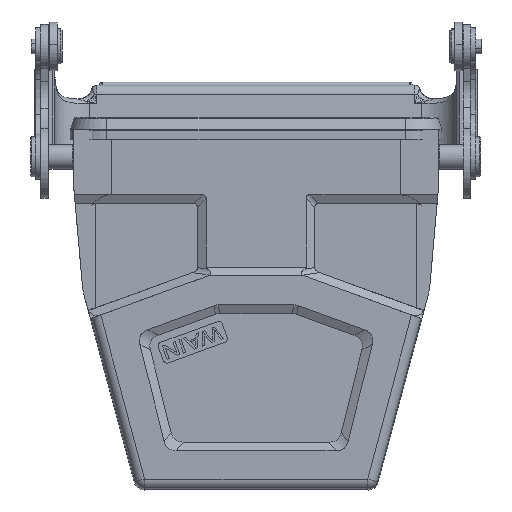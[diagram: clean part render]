
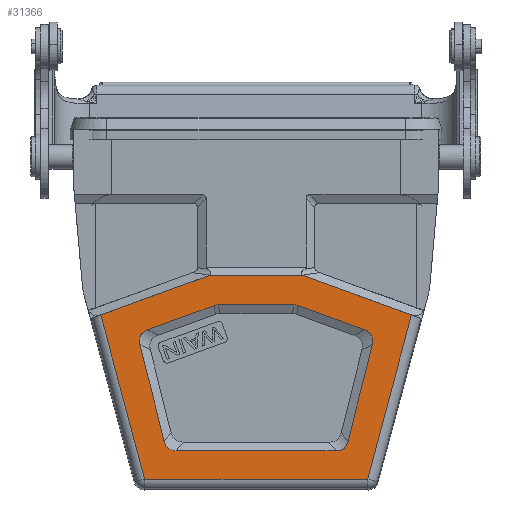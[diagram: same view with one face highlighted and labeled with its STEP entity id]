
A CAD part, front view. The second image highlights one B-rep face of the part: STEP entity #31366.
In plain terms, the highlighted planar face has unit normal (0, -1, 0).
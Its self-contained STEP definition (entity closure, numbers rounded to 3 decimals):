
#7614=DIRECTION('',(0.242,0.,-0.97));
#7615=VECTOR('',#7614,19.974);
#7616=CARTESIAN_POINT('',(-23.224,-22.5,
-42.895));
#7617=LINE('',#7616,#7615);
#7618=CARTESIAN_POINT('',(-15.977,-22.5,-64.151));
#7619=CARTESIAN_POINT('',(-16.241,-22.5,-64.151));
#7620=CARTESIAN_POINT('',(-16.726,-22.5,
-64.094));
#7621=CARTESIAN_POINT('',(-17.322,-22.5,
-63.857));
#7622=CARTESIAN_POINT('',(-17.788,-22.5,
-63.497));
#7623=CARTESIAN_POINT('',(-18.162,-22.5,
-62.984));
#7624=CARTESIAN_POINT('',(-18.335,-22.5,
-62.531));
#7625=CARTESIAN_POINT('',(-18.398,-22.5,
-62.277));
#7627=DIRECTION('',(1.,0.,0.));
#7628=VECTOR('',#7627,31.955);
#7629=CARTESIAN_POINT('',(-15.977,-22.5,-64.151));
#7630=LINE('',#7629,#7628);
#7631=CARTESIAN_POINT('',(15.977,-22.5,-64.151));
#7632=CARTESIAN_POINT('',(16.243,-22.5,-64.151));
#7633=CARTESIAN_POINT('',(16.73,-22.5,
-64.093));
#7634=CARTESIAN_POINT('',(17.327,-22.5,
-63.854));
#7635=CARTESIAN_POINT('',(17.788,-22.5,
-63.496));
#7636=CARTESIAN_POINT('',(18.162,-22.5,
-62.984));
#7637=CARTESIAN_POINT('',(18.335,-22.5,
-62.532));
#7638=CARTESIAN_POINT('',(18.398,-22.5,
-62.277));
#7640=DIRECTION('',(0.242,0.,0.97));
#7641=VECTOR('',#7640,19.974);
#7642=CARTESIAN_POINT('',(18.398,-22.5,
-62.277));
#7643=LINE('',#7642,#7641);
#7644=CARTESIAN_POINT('',(23.224,-22.5,
-42.895));
#7645=CARTESIAN_POINT('',(23.284,-22.5,
-42.656));
#7646=CARTESIAN_POINT('',(23.349,-22.5,
-42.205));
#7647=CARTESIAN_POINT('',(23.294,-22.5,
-41.596));
#7648=CARTESIAN_POINT('',(23.102,-22.5,
-41.085));
#7649=CARTESIAN_POINT('',(22.779,-22.5,
-40.639));
#7650=CARTESIAN_POINT('',(22.297,-22.5,
-40.251));
#7651=CARTESIAN_POINT('',(21.88,-22.5,
-40.052));
#7652=CARTESIAN_POINT('',(21.647,-22.5,
-39.967));
#7654=DIRECTION('',(0.94,0.,-0.342));
#7655=VECTOR('',#7654,14.082);
#7656=CARTESIAN_POINT('',(8.414,-22.5,-35.151));
#7657=LINE('',#7656,#7655);
#7658=CARTESIAN_POINT('',(8.414,-22.5,-35.151));
#7659=CARTESIAN_POINT('',(8.138,-22.5,-35.05));
#7660=CARTESIAN_POINT('',(7.853,-22.5,-35.));
#7661=CARTESIAN_POINT('',(7.559,-22.5,-35.));
#7663=DIRECTION('',(-1.,0.,0.));
#7664=VECTOR('',#7663,15.118);
#7665=CARTESIAN_POINT('',(7.559,-22.5,-35.));
#7666=LINE('',#7665,#7664);
#7667=CARTESIAN_POINT('',(-7.559,-22.5,-35.));
#7668=CARTESIAN_POINT('',(-7.853,-22.5,-35.));
#7669=CARTESIAN_POINT('',(-8.138,-22.5,-35.05));
#7670=CARTESIAN_POINT('',(-8.414,-22.5,-35.151));
#7672=DIRECTION('',(0.94,0.,0.342));
#7673=VECTOR('',#7672,14.082);
#7674=CARTESIAN_POINT('',(-21.647,-22.5,
-39.967));
#7675=LINE('',#7674,#7673);
#7676=CARTESIAN_POINT('',(-21.647,-22.5,
-39.967));
#7677=CARTESIAN_POINT('',(-21.88,-22.5,
-40.052));
#7678=CARTESIAN_POINT('',(-22.296,-22.5,
-40.251));
#7679=CARTESIAN_POINT('',(-22.779,-22.5,
-40.639));
#7680=CARTESIAN_POINT('',(-23.102,-22.5,
-41.085));
#7681=CARTESIAN_POINT('',(-23.294,-22.5,
-41.596));
#7682=CARTESIAN_POINT('',(-23.349,-22.5,
-42.204));
#7683=CARTESIAN_POINT('',(-23.284,-22.5,
-42.656));
#7684=CARTESIAN_POINT('',(-23.224,-22.5,
-42.895));
#7686=DIRECTION('',(0.259,0.,-0.966));
#7687=VECTOR('',#7686,33.969);
#7688=CARTESIAN_POINT('',(-31.065,-22.5,-37.01));
#7689=LINE('',#7688,#7687);
#7690=DIRECTION('',(0.94,0.,0.342));
#7691=VECTOR('',#7690,23.257);
#7692=CARTESIAN_POINT('',(-31.065,-22.5,-37.01));
#7693=LINE('',#7692,#7691);
#7694=DIRECTION('',(1.,0.,0.));
#7695=VECTOR('',#7694,18.42);
#7696=CARTESIAN_POINT('',(-9.21,-22.499,
-29.055));
#7697=LINE('',#7696,#7695);
#7698=DIRECTION('',(0.94,0.,-0.342));
#7699=VECTOR('',#7698,23.257);
#7700=CARTESIAN_POINT('',(9.21,-22.499,
-29.055));
#7701=LINE('',#7700,#7699);
#7702=DIRECTION('',(0.259,0.,0.966));
#7703=VECTOR('',#7702,33.969);
#7704=CARTESIAN_POINT('',(22.273,-22.5,-69.821));
#7705=LINE('',#7704,#7703);
#7706=DIRECTION('',(1.,0.,0.));
#7707=VECTOR('',#7706,44.546);
#7708=CARTESIAN_POINT('',(-22.273,-22.5,-69.821));
#7709=LINE('',#7708,#7707);
#8547=CARTESIAN_POINT('',(-31.065,-22.5,-37.01));
#10632=CARTESIAN_POINT('',(31.065,-22.5,-37.01));
#17506=CARTESIAN_POINT('',(-23.224,-22.5,
-42.895));
#17507=CARTESIAN_POINT('',(-18.398,-22.5,
-62.277));
#17508=VERTEX_POINT('',#17506);
#17509=VERTEX_POINT('',#17507);
#17510=VERTEX_POINT('',#7618);
#17511=VERTEX_POINT('',#7631);
#17512=VERTEX_POINT('',#7638);
#17513=CARTESIAN_POINT('',(23.224,-22.5,
-42.895));
#17514=VERTEX_POINT('',#17513);
#17515=VERTEX_POINT('',#7652);
#17516=CARTESIAN_POINT('',(8.414,-22.5,-35.151));
#17517=VERTEX_POINT('',#17516);
#17518=VERTEX_POINT('',#7661);
#17519=CARTESIAN_POINT('',(-7.559,-22.5,-35.));
#17520=VERTEX_POINT('',#17519);
#17521=VERTEX_POINT('',#7670);
#17522=CARTESIAN_POINT('',(-21.647,-22.5,
-39.967));
#17523=VERTEX_POINT('',#17522);
#17597=CARTESIAN_POINT('',(-9.21,-22.499,
-29.055));
#17598=CARTESIAN_POINT('',(9.21,-22.499,
-29.055));
#17599=VERTEX_POINT('',#17597);
#17600=VERTEX_POINT('',#17598);
#17714=VERTEX_POINT('',#8547);
#17715=CARTESIAN_POINT('',(-22.273,-22.5,-69.821));
#17716=VERTEX_POINT('',#17715);
#17717=CARTESIAN_POINT('',(22.273,-22.5,-69.821));
#17718=VERTEX_POINT('',#17717);
#17719=VERTEX_POINT('',#10632);
#31322=CARTESIAN_POINT('',(0.,-22.5,0.));
#31323=DIRECTION('',(0.,1.,0.));
#31324=DIRECTION('',(1.,0.,0.));
#31325=AXIS2_PLACEMENT_3D('',#31322,#31323,#31324);
#31326=PLANE('',#31325);
#31328=ORIENTED_EDGE('',*,*,#31327,.F.);
#31330=ORIENTED_EDGE('',*,*,#31329,.T.);
#31332=ORIENTED_EDGE('',*,*,#31331,.T.);
#31334=ORIENTED_EDGE('',*,*,#31333,.T.);
#31336=ORIENTED_EDGE('',*,*,#31335,.F.);
#31337=ORIENTED_EDGE('',*,*,#31313,.F.);
#31338=EDGE_LOOP('',(#31328,#31330,#31332,#31334,#31336,#31337));
#31339=FACE_OUTER_BOUND('',#31338,.F.);
#31341=ORIENTED_EDGE('',*,*,#31340,.T.);
#31343=ORIENTED_EDGE('',*,*,#31342,.F.);
#31345=ORIENTED_EDGE('',*,*,#31344,.T.);
#31347=ORIENTED_EDGE('',*,*,#31346,.T.);
#31349=ORIENTED_EDGE('',*,*,#31348,.T.);
#31351=ORIENTED_EDGE('',*,*,#31350,.T.);
#31353=ORIENTED_EDGE('',*,*,#31352,.F.);
#31355=ORIENTED_EDGE('',*,*,#31354,.T.);
#31357=ORIENTED_EDGE('',*,*,#31356,.T.);
#31359=ORIENTED_EDGE('',*,*,#31358,.T.);
#31361=ORIENTED_EDGE('',*,*,#31360,.F.);
#31363=ORIENTED_EDGE('',*,*,#31362,.T.);
#31364=EDGE_LOOP('',(#31341,#31343,#31345,#31347,#31349,#31351,#31353,#31355,
#31357,#31359,#31361,#31363));
#31365=FACE_BOUND('',#31364,.F.);
#31366=ADVANCED_FACE('',(#31339,#31365),#31326,.F.);
#7626=B_SPLINE_CURVE_WITH_KNOTS('',3,(#7618,#7619,#7620,#7621,#7622,#7623,#7624,
#7625),.UNSPECIFIED.,.F.,.F.,(4,1,1,1,1,4),(0.,0.2,0.4,0.6,0.8,1.),
.UNSPECIFIED.);
#7639=B_SPLINE_CURVE_WITH_KNOTS('',3,(#7631,#7632,#7633,#7634,#7635,#7636,#7637,
#7638),.UNSPECIFIED.,.F.,.F.,(4,1,1,1,1,4),(0.,0.2,0.4,0.6,0.8,1.),
.UNSPECIFIED.);
#7653=B_SPLINE_CURVE_WITH_KNOTS('',3,(#7644,#7645,#7646,#7647,#7648,#7649,#7650,
#7651,#7652),.UNSPECIFIED.,.F.,.F.,(4,1,1,1,1,1,4),(0.,0.167,
0.333,0.5,0.667,0.833,1.),
.UNSPECIFIED.);
#7662=B_SPLINE_CURVE_WITH_KNOTS('',3,(#7658,#7659,#7660,#7661),.UNSPECIFIED.,
.F.,.F.,(4,4),(0.,1.),.UNSPECIFIED.);
#7671=B_SPLINE_CURVE_WITH_KNOTS('',3,(#7667,#7668,#7669,#7670),.UNSPECIFIED.,
.F.,.F.,(4,4),(0.,1.),.UNSPECIFIED.);
#7685=B_SPLINE_CURVE_WITH_KNOTS('',3,(#7676,#7677,#7678,#7679,#7680,#7681,#7682,
#7683,#7684),.UNSPECIFIED.,.F.,.F.,(4,1,1,1,1,1,4),(0.,0.167,
0.333,0.5,0.667,0.833,1.),
.UNSPECIFIED.);
#31313=EDGE_CURVE('',#17716,#17718,#7709,.T.);
#31327=EDGE_CURVE('',#17714,#17716,#7689,.T.);
#31329=EDGE_CURVE('',#17714,#17599,#7693,.T.);
#31331=EDGE_CURVE('',#17599,#17600,#7697,.T.);
#31333=EDGE_CURVE('',#17600,#17719,#7701,.T.);
#31335=EDGE_CURVE('',#17718,#17719,#7705,.T.);
#31340=EDGE_CURVE('',#17508,#17509,#7617,.T.);
#31342=EDGE_CURVE('',#17510,#17509,#7626,.T.);
#31344=EDGE_CURVE('',#17510,#17511,#7630,.T.);
#31346=EDGE_CURVE('',#17511,#17512,#7639,.T.);
#31348=EDGE_CURVE('',#17512,#17514,#7643,.T.);
#31350=EDGE_CURVE('',#17514,#17515,#7653,.T.);
#31352=EDGE_CURVE('',#17517,#17515,#7657,.T.);
#31354=EDGE_CURVE('',#17517,#17518,#7662,.T.);
#31356=EDGE_CURVE('',#17518,#17520,#7666,.T.);
#31358=EDGE_CURVE('',#17520,#17521,#7671,.T.);
#31360=EDGE_CURVE('',#17523,#17521,#7675,.T.);
#31362=EDGE_CURVE('',#17523,#17508,#7685,.T.);
